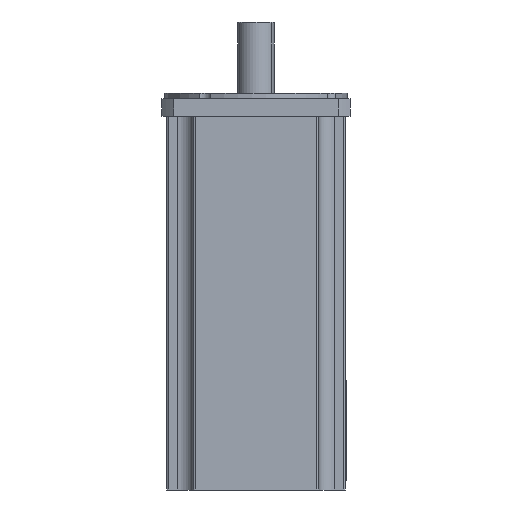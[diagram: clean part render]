
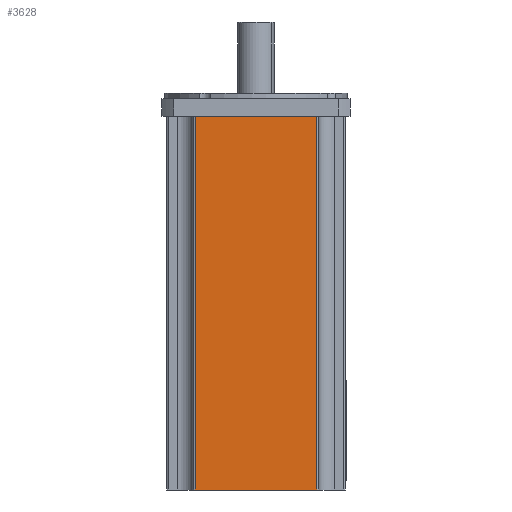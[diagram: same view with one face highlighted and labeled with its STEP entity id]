
A CAD part, front view. The second image highlights one B-rep face of the part: STEP entity #3628.
In plain terms, the highlighted planar face has unit normal (0, -1, 0).
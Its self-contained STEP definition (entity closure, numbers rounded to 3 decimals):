
#3300 = VERTEX_POINT ( 'NONE', #8539 ) ;
#3302 = EDGE_CURVE ( 'NONE', #3303, #3300, #8538, .T. ) ;
#3303 = VERTEX_POINT ( 'NONE', #8534 ) ;
#3624 = VERTEX_POINT ( 'NONE', #8967 ) ;
#3626 = EDGE_CURVE ( 'NONE', #3300, #3624, #9060, .T. ) ;
#3628 = ADVANCED_FACE ( 'NONE', ( #9056 ), #9055, .T. ) ;
#3629 = EDGE_LOOP ( 'NONE', ( #3817, #3818, #3809, #3811 ) ) ;
#3809 = ORIENTED_EDGE ( 'NONE', *, *, #3810, .T. ) ;
#3810 = EDGE_CURVE ( 'NONE', #3820, #3303, #9245, .T. ) ;
#3811 = ORIENTED_EDGE ( 'NONE', *, *, #3302, .T. ) ;
#3817 = ORIENTED_EDGE ( 'NONE', *, *, #3626, .T. ) ;
#3818 = ORIENTED_EDGE ( 'NONE', *, *, #3819, .T. ) ;
#3819 = EDGE_CURVE ( 'NONE', #3624, #3820, #9230, .T. ) ;
#3820 = VERTEX_POINT ( 'NONE', #9226 ) ;
#8534 = CARTESIAN_POINT ( 'NONE',  ( -31.659, -46.5, -195.5 ) ) ;
#8535 = DIRECTION ( 'NONE',  ( 1., 0., 0. ) ) ;
#8536 = VECTOR ( 'NONE', #8535, 1000. ) ;
#8537 = CARTESIAN_POINT ( 'NONE',  ( -32.659, -46.5, -195.5 ) ) ;
#8538 = LINE ( 'NONE', #8537, #8536 ) ;
#8539 = CARTESIAN_POINT ( 'NONE',  ( 31.659, -46.5, -195.5 ) ) ;
#8967 = CARTESIAN_POINT ( 'NONE',  ( 31.659, -46.5, -1. ) ) ;
#9051 = DIRECTION ( 'NONE',  ( 1., 0., 0. ) ) ;
#9052 = DIRECTION ( 'NONE',  ( 0., -1., 0. ) ) ;
#9053 = CARTESIAN_POINT ( 'NONE',  ( -32.659, -46.5, -196.5 ) ) ;
#9054 = AXIS2_PLACEMENT_3D ( 'NONE', #9053, #9052, #9051 ) ;
#9055 = PLANE ( 'NONE',  #9054 ) ;
#9056 = FACE_OUTER_BOUND ( 'NONE', #3629, .T. ) ;
#9057 = DIRECTION ( 'NONE',  ( 0., 0., 1. ) ) ;
#9058 = VECTOR ( 'NONE', #9057, 1000. ) ;
#9059 = CARTESIAN_POINT ( 'NONE',  ( 31.659, -46.5, -196.5 ) ) ;
#9060 = LINE ( 'NONE', #9059, #9058 ) ;
#9226 = CARTESIAN_POINT ( 'NONE',  ( -31.659, -46.5, -1. ) ) ;
#9227 = DIRECTION ( 'NONE',  ( -1., 0., 0. ) ) ;
#9228 = VECTOR ( 'NONE', #9227, 1000. ) ;
#9229 = CARTESIAN_POINT ( 'NONE',  ( -32.659, -46.5, -1. ) ) ;
#9230 = LINE ( 'NONE', #9229, #9228 ) ;
#9242 = DIRECTION ( 'NONE',  ( 0., 0., -1. ) ) ;
#9243 = VECTOR ( 'NONE', #9242, 1000. ) ;
#9244 = CARTESIAN_POINT ( 'NONE',  ( -31.659, -46.5, -196.5 ) ) ;
#9245 = LINE ( 'NONE', #9244, #9243 ) ;
